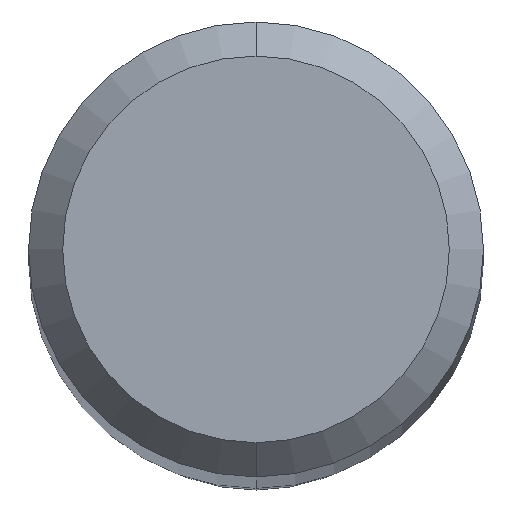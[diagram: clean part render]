
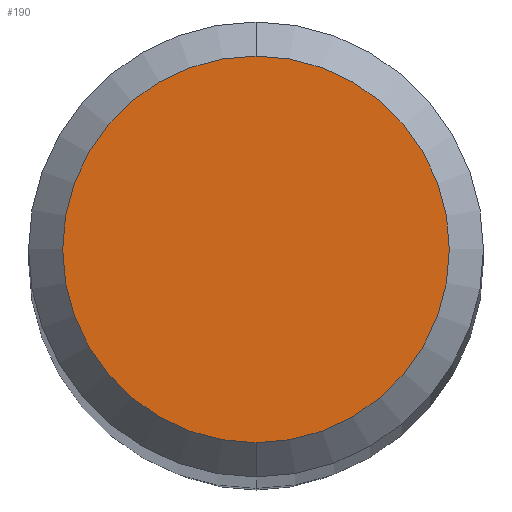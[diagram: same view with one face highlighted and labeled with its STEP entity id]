
A CAD part, top view. The second image highlights one B-rep face of the part: STEP entity #190.
In plain terms, the highlighted planar face has unit normal (0, 0, 1).
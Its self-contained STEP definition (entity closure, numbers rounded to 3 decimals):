
#190=ADVANCED_FACE('',(#476),#477,.T.);
#302=VERTEX_POINT('',#604);
#306=EDGE_CURVE('',#302,#374,#608,.T.);
#374=VERTEX_POINT('',#679);
#382=EDGE_CURVE('',#374,#302,#688,.T.);
#476=FACE_OUTER_BOUND('',#791,.T.);
#477=PLANE('',#792);
#604=CARTESIAN_POINT('',(0.,-1.7,0.0));
#608=CIRCLE('',#997,1.7);
#679=CARTESIAN_POINT('',(0.0,1.7,0.0));
#688=CIRCLE('',#1246,1.7);
#791=EDGE_LOOP('',(#1383,#1384));
#792=AXIS2_PLACEMENT_3D('',#1385,#1386,#1387);
#997=AXIS2_PLACEMENT_3D('',#1563,#1564,#1565);
#1246=AXIS2_PLACEMENT_3D('',#1618,#1619,#1620);
#1383=ORIENTED_EDGE('',*,*,#382,.F.);
#1384=ORIENTED_EDGE('',*,*,#306,.F.);
#1385=CARTESIAN_POINT('',(0.0,0.85,0.0));
#1386=DIRECTION('',(-0.0,0.0,1.0));
#1387=DIRECTION('',(0.0,-1.0,0.0));
#1563=CARTESIAN_POINT('',(0.0,0.0,0.0));
#1564=DIRECTION('',(0.0,0.0,-1.0));
#1565=DIRECTION('',(0.0,1.0,0.0));
#1618=CARTESIAN_POINT('',(0.0,0.0,0.0));
#1619=DIRECTION('',(0.0,0.0,-1.0));
#1620=DIRECTION('',(0.0,1.0,0.0));
